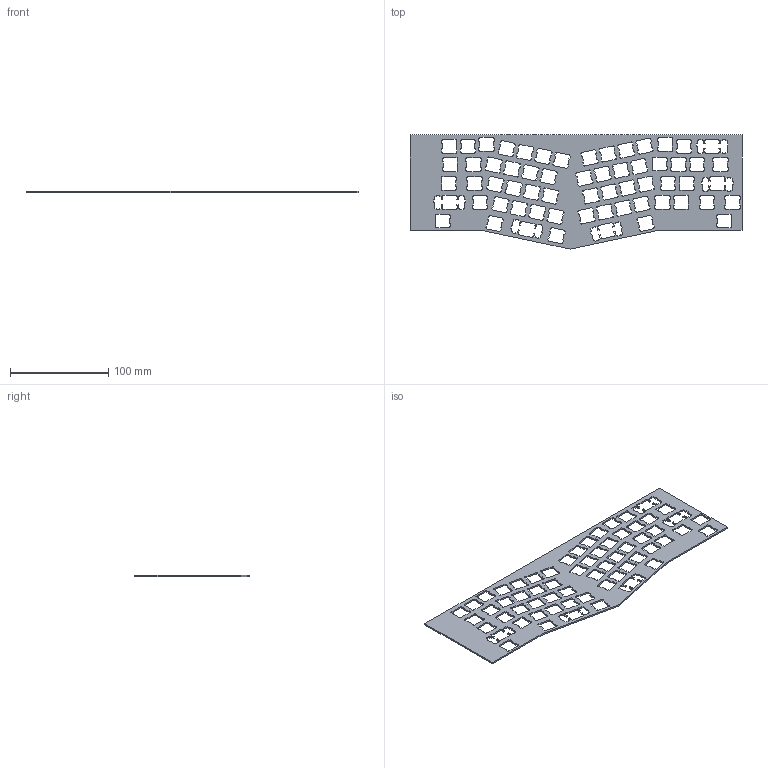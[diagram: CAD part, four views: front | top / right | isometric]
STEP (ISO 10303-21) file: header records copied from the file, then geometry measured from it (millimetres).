
FILE_DESCRIPTION(('KiCad electronic assembly'),'2;1');
FILE_NAME('plate.step','2025-08-01T10:23:55',('Pcbnew'),('Kicad'), 'Open CASCADE STEP processor 7.9','KiCad to STEP converter','Unknown' );
FILE_SCHEMA(('AUTOMOTIVE_DESIGN { 1 0 10303 214 1 1 1 1 }'));
Length unit declared in the file: millimetre
Products named in the file (2): plate 1; plate_PCB
Assembly tree (1 placements, depth 2):
  plate 1
    plate_PCB
Bounding box: 338.08 x 116.28 x 1.51 mm (x, y, z)
Volume: 31430.6 mm3; surface area: 49357.1 mm2
Topology: 1 solids, 1 shells, 1449 faces, 4341 edges, 2894 vertices
Faces by surface type: plane 1449
Entity records: 48060 total; most frequent: CARTESIAN_POINT 8686, ORIENTED_EDGE 8682, DIRECTION 7243, EDGE_CURVE 4341, LINE 4341, VECTOR 4341, VERTEX_POINT 2894, FACE_BOUND 1573
